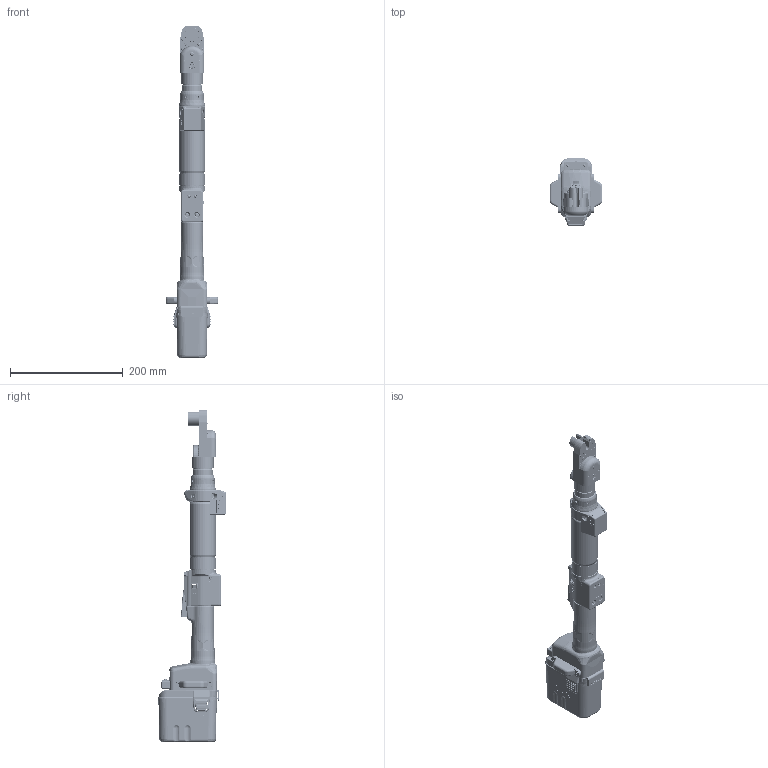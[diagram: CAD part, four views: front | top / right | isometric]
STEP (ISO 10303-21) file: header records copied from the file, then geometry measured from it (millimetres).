
FILE_DESCRIPTION((''),'2;1');
FILE_NAME('47BTXSB30T3_SW0002','2014-09-10T',('k62ak'),(''),'PRO/ENGINEER BY PARAMETRIC TECHNOLOGY CORPORATION, 2010140','PRO/ENGINEER BY PARAMETRIC TECHNOLOGY CORPORATION, 2010140','');
FILE_SCHEMA(('CONFIG_CONTROL_DESIGN'));
Products named in the file (1): 47BTXSB30T3_SW0002
Bounding box: 93.5 x 119.78 x 587.71 mm (x, y, z)
Volume: 392275.3 mm3; surface area: 322960.6 mm2
Topology: 12 solids, 12 shells, 12005 faces, 33456 edges, 21861 vertices
Faces by surface type: plane 9474, cylinder 1579, bspline 360, torus 201, cone 199, sphere 124, extrusion 68
Entity records: 417761 total; most frequent: CARTESIAN_POINT 111842, ORIENTED_EDGE 66826, DIRECTION 58311, EDGE_CURVE 33413, VECTOR 27809, LINE 27741, VERTEX_POINT 21853, AXIS2_PLACEMENT_3D 15251
